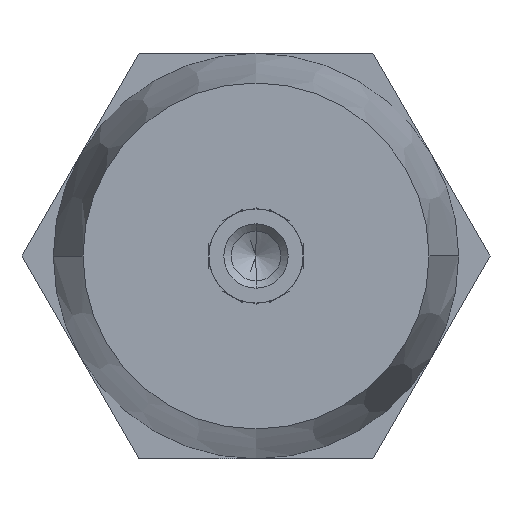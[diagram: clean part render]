
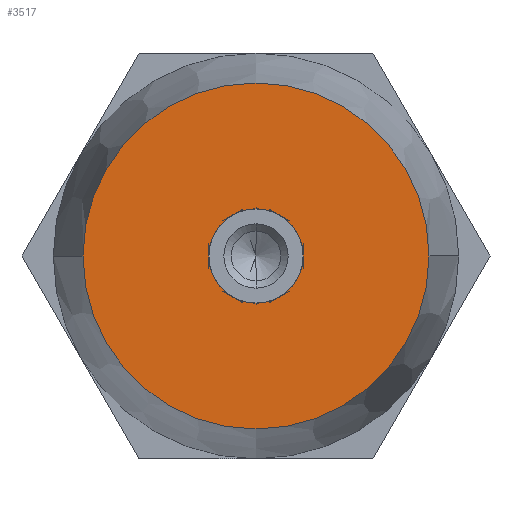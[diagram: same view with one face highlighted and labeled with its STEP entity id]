
A CAD part, front view. The second image highlights one B-rep face of the part: STEP entity #3517.
In plain terms, the highlighted planar face has unit normal (0, -1, 0).
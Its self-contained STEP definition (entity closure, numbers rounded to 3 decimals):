
#13 = EDGE_CURVE ( 'NONE', #116, #1132, #2494, .T. ) ;
#105 = VERTEX_POINT ( 'NONE', #431 ) ;
#116 = VERTEX_POINT ( 'NONE', #1681 ) ;
#250 = ORIENTED_EDGE ( 'NONE', *, *, #622, .T. ) ;
#252 = ORIENTED_EDGE ( 'NONE', *, *, #1006, .F. ) ;
#275 = CARTESIAN_POINT ( 'NONE',  ( 2.649, -20., 3.97 ) ) ;
#297 = DIRECTION ( 'NONE',  ( 0., 1., 0. ) ) ;
#310 = CIRCLE ( 'NONE', #465, 17.5 ) ;
#345 = AXIS2_PLACEMENT_3D ( 'NONE', #3504, #2028, #1984 ) ;
#375 = AXIS2_PLACEMENT_3D ( 'NONE', #1049, #3424, #3732 ) ;
#398 = VERTEX_POINT ( 'NONE', #3582 ) ;
#409 = CARTESIAN_POINT ( 'NONE',  ( -2.114, -20., 4.279 ) ) ;
#431 = CARTESIAN_POINT ( 'NONE',  ( 2.114, -20., 4.279 ) ) ;
#439 = CIRCLE ( 'NONE', #2295, 4.773 ) ;
#441 = EDGE_CURVE ( 'NONE', #398, #789, #583, .T. ) ;
#465 = AXIS2_PLACEMENT_3D ( 'NONE', #1522, #297, #584 ) ;
#478 = EDGE_CURVE ( 'NONE', #1455, #398, #3100, .T. ) ;
#531 = DIRECTION ( 'NONE',  ( 0., 1., 0. ) ) ;
#539 = VERTEX_POINT ( 'NONE', #409 ) ;
#583 = CIRCLE ( 'NONE', #3509, 4.773 ) ;
#584 = DIRECTION ( 'NONE',  ( -1., 0., 0. ) ) ;
#587 = AXIS2_PLACEMENT_3D ( 'NONE', #3898, #3053, #2888 ) ;
#622 = EDGE_CURVE ( 'NONE', #1410, #2720, #2586, .T. ) ;
#626 = DIRECTION ( 'NONE',  ( 0., 1., 0. ) ) ;
#669 = CARTESIAN_POINT ( 'NONE',  ( 0., -20., 0. ) ) ;
#756 = DIRECTION ( 'NONE',  ( 0., 1., 0. ) ) ;
#789 = VERTEX_POINT ( 'NONE', #2617 ) ;
#834 = LINE ( 'NONE', #2130, #1828 ) ;
#910 = CARTESIAN_POINT ( 'NONE',  ( -17.5, -20., 0. ) ) ;
#927 = CARTESIAN_POINT ( 'NONE',  ( 4.763, -20., -0.309 ) ) ;
#960 = AXIS2_PLACEMENT_3D ( 'NONE', #2354, #531, #1755 ) ;
#974 = DIRECTION ( 'NONE',  ( -0.866, 0., -0.5 ) ) ;
#1006 = EDGE_CURVE ( 'NONE', #2244, #2929, #310, .T. ) ;
#1018 = PLANE ( 'NONE',  #375 ) ;
#1038 = CARTESIAN_POINT ( 'NONE',  ( -10.744, -20., 11.702 ) ) ;
#1046 = DIRECTION ( 'NONE',  ( -0.866, 0., 0.5 ) ) ;
#1049 = CARTESIAN_POINT ( 'NONE',  ( -17.5, -20., 0. ) ) ;
#1053 = ORIENTED_EDGE ( 'NONE', *, *, #2753, .T. ) ;
#1056 = DIRECTION ( 'NONE',  ( 1., 0., 0. ) ) ;
#1079 = FACE_BOUND ( 'NONE', #3354, .T. ) ;
#1132 = VERTEX_POINT ( 'NONE', #927 ) ;
#1146 = EDGE_CURVE ( 'NONE', #789, #3612, #439, .T. ) ;
#1159 = CARTESIAN_POINT ( 'NONE',  ( 17.5, -20., 0. ) ) ;
#1206 = AXIS2_PLACEMENT_3D ( 'NONE', #1581, #3663, #3368 ) ;
#1278 = VECTOR ( 'NONE', #3416, 1000. ) ;
#1347 = VECTOR ( 'NONE', #1563, 1000. ) ;
#1354 = VERTEX_POINT ( 'NONE', #3109 ) ;
#1369 = DIRECTION ( 'NONE',  ( 0.866, 0., 0.5 ) ) ;
#1375 = ORIENTED_EDGE ( 'NONE', *, *, #478, .T. ) ;
#1385 = CARTESIAN_POINT ( 'NONE',  ( -2.649, -20., -3.97 ) ) ;
#1410 = VERTEX_POINT ( 'NONE', #1385 ) ;
#1455 = VERTEX_POINT ( 'NONE', #1991 ) ;
#1522 = CARTESIAN_POINT ( 'NONE',  ( 0., -20., 0. ) ) ;
#1560 = DIRECTION ( 'NONE',  ( 0., 1., 0. ) ) ;
#1563 = DIRECTION ( 'NONE',  ( 0., 0., -1. ) ) ;
#1581 = CARTESIAN_POINT ( 'NONE',  ( 0., -20., 0. ) ) ;
#1598 = CARTESIAN_POINT ( 'NONE',  ( 0., -20., 0. ) ) ;
#1681 = CARTESIAN_POINT ( 'NONE',  ( 4.763, -20., 0.309 ) ) ;
#1755 = DIRECTION ( 'NONE',  ( -1., 0., 0. ) ) ;
#1828 = VECTOR ( 'NONE', #2122, 1000. ) ;
#1877 = FACE_OUTER_BOUND ( 'NONE', #3373, .T. ) ;
#1900 = ORIENTED_EDGE ( 'NONE', *, *, #2152, .T. ) ;
#1920 = ORIENTED_EDGE ( 'NONE', *, *, #441, .T. ) ;
#1984 = DIRECTION ( 'NONE',  ( 1., 0., 0. ) ) ;
#1991 = CARTESIAN_POINT ( 'NONE',  ( 2.649, -20., -3.97 ) ) ;
#2028 = DIRECTION ( 'NONE',  ( 0., 1., 0. ) ) ;
#2122 = DIRECTION ( 'NONE',  ( 0., 0., 1. ) ) ;
#2130 = CARTESIAN_POINT ( 'NONE',  ( -4.763, -20., 0. ) ) ;
#2152 = EDGE_CURVE ( 'NONE', #2206, #116, #3387, .T. ) ;
#2206 = VERTEX_POINT ( 'NONE', #275 ) ;
#2216 = CARTESIAN_POINT ( 'NONE',  ( -2.114, -20., -4.279 ) ) ;
#2217 = EDGE_CURVE ( 'NONE', #2929, #2244, #3435, .T. ) ;
#2244 = VERTEX_POINT ( 'NONE', #1159 ) ;
#2295 = AXIS2_PLACEMENT_3D ( 'NONE', #669, #626, #3611 ) ;
#2354 = CARTESIAN_POINT ( 'NONE',  ( 0., -20., 0. ) ) ;
#2494 = LINE ( 'NONE', #2733, #1347 ) ;
#2525 = CARTESIAN_POINT ( 'NONE',  ( -15.506, -20., 3.453 ) ) ;
#2535 = CARTESIAN_POINT ( 'NONE',  ( 0., -20., 0. ) ) ;
#2538 = AXIS2_PLACEMENT_3D ( 'NONE', #3271, #2653, #3274 ) ;
#2586 = CIRCLE ( 'NONE', #3092, 4.773 ) ;
#2590 = EDGE_CURVE ( 'NONE', #2782, #539, #2829, .T. ) ;
#2600 = EDGE_CURVE ( 'NONE', #3612, #1410, #2780, .T. ) ;
#2617 = CARTESIAN_POINT ( 'NONE',  ( 0., -20., -4.773 ) ) ;
#2653 = DIRECTION ( 'NONE',  ( 0., 1., 0. ) ) ;
#2720 = VERTEX_POINT ( 'NONE', #3245 ) ;
#2733 = CARTESIAN_POINT ( 'NONE',  ( 4.763, -20., 0. ) ) ;
#2753 = EDGE_CURVE ( 'NONE', #1132, #1455, #3451, .T. ) ;
#2757 = CIRCLE ( 'NONE', #1206, 4.773 ) ;
#2779 = CARTESIAN_POINT ( 'NONE',  ( -10.744, -20., -11.702 ) ) ;
#2780 = LINE ( 'NONE', #2525, #3575 ) ;
#2782 = VERTEX_POINT ( 'NONE', #3247 ) ;
#2829 = LINE ( 'NONE', #3162, #3535 ) ;
#2837 = LINE ( 'NONE', #1038, #1278 ) ;
#2849 = ORIENTED_EDGE ( 'NONE', *, *, #3468, .T. ) ;
#2888 = DIRECTION ( 'NONE',  ( 1., 0., 0. ) ) ;
#2927 = ORIENTED_EDGE ( 'NONE', *, *, #3609, .T. ) ;
#2929 = VERTEX_POINT ( 'NONE', #910 ) ;
#2932 = ORIENTED_EDGE ( 'NONE', *, *, #3405, .T. ) ;
#3040 = ORIENTED_EDGE ( 'NONE', *, *, #13, .T. ) ;
#3052 = ORIENTED_EDGE ( 'NONE', *, *, #3821, .T. ) ;
#3053 = DIRECTION ( 'NONE',  ( 0., 1., 0. ) ) ;
#3087 = DIRECTION ( 'NONE',  ( 1., 0., 0. ) ) ;
#3092 = AXIS2_PLACEMENT_3D ( 'NONE', #2535, #756, #1056 ) ;
#3100 = LINE ( 'NONE', #2779, #3381 ) ;
#3109 = CARTESIAN_POINT ( 'NONE',  ( -4.763, -20., 0.309 ) ) ;
#3162 = CARTESIAN_POINT ( 'NONE',  ( -15.506, -20., -3.453 ) ) ;
#3245 = CARTESIAN_POINT ( 'NONE',  ( -4.763, -20., -0.309 ) ) ;
#3247 = CARTESIAN_POINT ( 'NONE',  ( -2.649, -20., 3.97 ) ) ;
#3271 = CARTESIAN_POINT ( 'NONE',  ( 0., -20., 0. ) ) ;
#3274 = DIRECTION ( 'NONE',  ( 1., 0., 0. ) ) ;
#3354 = EDGE_LOOP ( 'NONE', ( #3633, #250, #3052, #2932, #3418, #2927, #2849, #1900, #3040, #1053, #1375, #1920, #3546 ) ) ;
#3356 = ORIENTED_EDGE ( 'NONE', *, *, #2217, .F. ) ;
#3368 = DIRECTION ( 'NONE',  ( 1., 0., 0. ) ) ;
#3373 = EDGE_LOOP ( 'NONE', ( #3356, #252 ) ) ;
#3381 = VECTOR ( 'NONE', #974, 1000. ) ;
#3387 = CIRCLE ( 'NONE', #345, 4.773 ) ;
#3405 = EDGE_CURVE ( 'NONE', #1354, #2782, #2757, .T. ) ;
#3416 = DIRECTION ( 'NONE',  ( 0.866, 0., -0.5 ) ) ;
#3418 = ORIENTED_EDGE ( 'NONE', *, *, #2590, .T. ) ;
#3424 = DIRECTION ( 'NONE',  ( 0., -1., 0. ) ) ;
#3435 = CIRCLE ( 'NONE', #960, 17.5 ) ;
#3451 = CIRCLE ( 'NONE', #2538, 4.773 ) ;
#3468 = EDGE_CURVE ( 'NONE', #105, #2206, #2837, .T. ) ;
#3504 = CARTESIAN_POINT ( 'NONE',  ( 0., -20., 0. ) ) ;
#3509 = AXIS2_PLACEMENT_3D ( 'NONE', #1598, #1560, #3087 ) ;
#3517 = ADVANCED_FACE ( 'NONE', ( #1877, #1079 ), #1018, .T. ) ;
#3535 = VECTOR ( 'NONE', #1369, 1000. ) ;
#3546 = ORIENTED_EDGE ( 'NONE', *, *, #1146, .T. ) ;
#3575 = VECTOR ( 'NONE', #1046, 1000. ) ;
#3582 = CARTESIAN_POINT ( 'NONE',  ( 2.114, -20., -4.279 ) ) ;
#3609 = EDGE_CURVE ( 'NONE', #539, #105, #3897, .T. ) ;
#3611 = DIRECTION ( 'NONE',  ( 1., 0., 0. ) ) ;
#3612 = VERTEX_POINT ( 'NONE', #2216 ) ;
#3633 = ORIENTED_EDGE ( 'NONE', *, *, #2600, .T. ) ;
#3663 = DIRECTION ( 'NONE',  ( 0., 1., 0. ) ) ;
#3732 = DIRECTION ( 'NONE',  ( 1., 0., 0. ) ) ;
#3821 = EDGE_CURVE ( 'NONE', #2720, #1354, #834, .T. ) ;
#3897 = CIRCLE ( 'NONE', #587, 4.773 ) ;
#3898 = CARTESIAN_POINT ( 'NONE',  ( 0., -20., 0. ) ) ;
